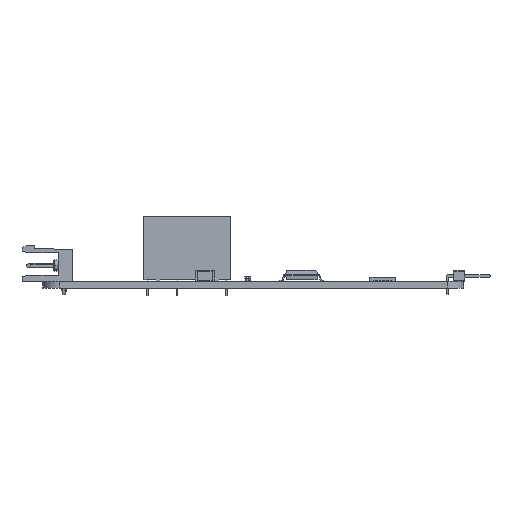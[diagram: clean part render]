
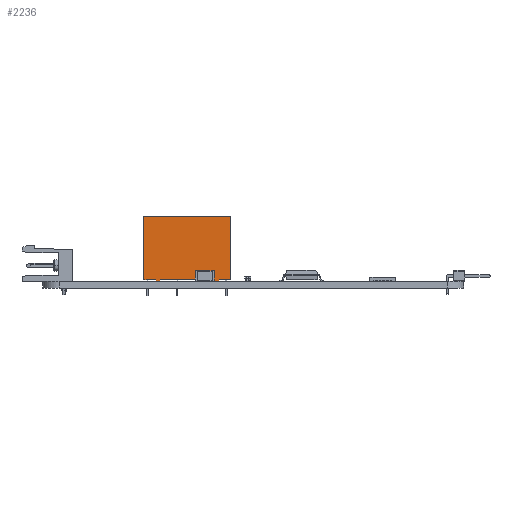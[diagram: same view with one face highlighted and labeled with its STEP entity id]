
A CAD part, front view. The second image highlights one B-rep face of the part: STEP entity #2236.
In plain terms, the highlighted face is planar.
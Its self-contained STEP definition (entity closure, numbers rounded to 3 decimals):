
#1571 = VERTEX_POINT('',#1572);
#1572 = CARTESIAN_POINT('',(19.4,15.3,-5.95));
#1578 = EDGE_CURVE('',#1571,#1579,#1581,.T.);
#1579 = VERTEX_POINT('',#1580);
#1580 = CARTESIAN_POINT('',(-1.1,15.3,-5.95));
#1581 = LINE('',#1582,#1583);
#1582 = CARTESIAN_POINT('',(-1.1,15.3,-5.95));
#1583 = VECTOR('',#1584,1.);
#1584 = DIRECTION('',(-1.,0.,0.));
#1642 = EDGE_CURVE('',#1579,#1643,#1645,.T.);
#1643 = VERTEX_POINT('',#1644);
#1644 = CARTESIAN_POINT('',(-1.1,0.3,-5.95));
#1645 = LINE('',#1646,#1647);
#1646 = CARTESIAN_POINT('',(-1.1,15.3,-5.95));
#1647 = VECTOR('',#1648,1.);
#1648 = DIRECTION('',(0.,-1.,0.));
#1938 = EDGE_CURVE('',#1939,#1643,#1941,.T.);
#1939 = VERTEX_POINT('',#1940);
#1940 = CARTESIAN_POINT('',(1.7,0.3,-5.95));
#1941 = LINE('',#1942,#1943);
#1942 = CARTESIAN_POINT('',(-1.1,0.3,-5.95));
#1943 = VECTOR('',#1944,1.);
#1944 = DIRECTION('',(-1.,0.,0.));
#1963 = VERTEX_POINT('',#1964);
#1964 = CARTESIAN_POINT('',(2.7,0.3,-5.95));
#1970 = EDGE_CURVE('',#1971,#1963,#1973,.T.);
#1971 = VERTEX_POINT('',#1972);
#1972 = CARTESIAN_POINT('',(15.6,0.3,-5.95));
#1973 = LINE('',#1974,#1975);
#1974 = CARTESIAN_POINT('',(-1.1,0.3,-5.95));
#1975 = VECTOR('',#1976,1.);
#1976 = DIRECTION('',(-1.,0.,0.));
#1995 = VERTEX_POINT('',#1996);
#1996 = CARTESIAN_POINT('',(16.6,0.3,-5.95));
#2002 = EDGE_CURVE('',#2003,#1995,#2005,.T.);
#2003 = VERTEX_POINT('',#2004);
#2004 = CARTESIAN_POINT('',(19.4,0.3,-5.95));
#2005 = LINE('',#2006,#2007);
#2006 = CARTESIAN_POINT('',(-1.1,0.3,-5.95));
#2007 = VECTOR('',#2008,1.);
#2008 = DIRECTION('',(-1.,0.,0.));
#2094 = EDGE_CURVE('',#1571,#2003,#2095,.T.);
#2095 = LINE('',#2096,#2097);
#2096 = CARTESIAN_POINT('',(19.4,15.3,-5.95));
#2097 = VECTOR('',#2098,1.);
#2098 = DIRECTION('',(0.,-1.,0.));
#2236 = ADVANCED_FACE('',(#2237),#2289,.F.);
#2237 = FACE_BOUND('',#2238,.T.);
#2238 = EDGE_LOOP('',(#2239,#2240,#2248,#2256,#2262,#2263,#2271,#2279,
    #2285,#2286,#2287,#2288));
#2239 = ORIENTED_EDGE('',*,*,#2002,.T.);
#2240 = ORIENTED_EDGE('',*,*,#2241,.F.);
#2241 = EDGE_CURVE('',#2242,#1995,#2244,.T.);
#2242 = VERTEX_POINT('',#2243);
#2243 = CARTESIAN_POINT('',(16.6,0.,-5.95));
#2244 = LINE('',#2245,#2246);
#2245 = CARTESIAN_POINT('',(16.6,-1.129,-5.95));
#2246 = VECTOR('',#2247,1.);
#2247 = DIRECTION('',(0.,1.,0.));
#2248 = ORIENTED_EDGE('',*,*,#2249,.T.);
#2249 = EDGE_CURVE('',#2242,#2250,#2252,.T.);
#2250 = VERTEX_POINT('',#2251);
#2251 = CARTESIAN_POINT('',(15.6,0.,-5.95));
#2252 = LINE('',#2253,#2254);
#2253 = CARTESIAN_POINT('',(16.6,0.,-5.95));
#2254 = VECTOR('',#2255,1.);
#2255 = DIRECTION('',(-1.,0.,0.));
#2256 = ORIENTED_EDGE('',*,*,#2257,.T.);
#2257 = EDGE_CURVE('',#2250,#1971,#2258,.T.);
#2258 = LINE('',#2259,#2260);
#2259 = CARTESIAN_POINT('',(15.6,-1.129,-5.95));
#2260 = VECTOR('',#2261,1.);
#2261 = DIRECTION('',(0.,1.,0.));
#2262 = ORIENTED_EDGE('',*,*,#1970,.T.);
#2263 = ORIENTED_EDGE('',*,*,#2264,.F.);
#2264 = EDGE_CURVE('',#2265,#1963,#2267,.T.);
#2265 = VERTEX_POINT('',#2266);
#2266 = CARTESIAN_POINT('',(2.7,0.,-5.95));
#2267 = LINE('',#2268,#2269);
#2268 = CARTESIAN_POINT('',(2.7,-1.129,-5.95));
#2269 = VECTOR('',#2270,1.);
#2270 = DIRECTION('',(0.,1.,0.));
#2271 = ORIENTED_EDGE('',*,*,#2272,.T.);
#2272 = EDGE_CURVE('',#2265,#2273,#2275,.T.);
#2273 = VERTEX_POINT('',#2274);
#2274 = CARTESIAN_POINT('',(1.7,0.,-5.95));
#2275 = LINE('',#2276,#2277);
#2276 = CARTESIAN_POINT('',(1.7,0.,-5.95));
#2277 = VECTOR('',#2278,1.);
#2278 = DIRECTION('',(-1.,0.,0.));
#2279 = ORIENTED_EDGE('',*,*,#2280,.T.);
#2280 = EDGE_CURVE('',#2273,#1939,#2281,.T.);
#2281 = LINE('',#2282,#2283);
#2282 = CARTESIAN_POINT('',(1.7,-1.129,-5.95));
#2283 = VECTOR('',#2284,1.);
#2284 = DIRECTION('',(0.,1.,0.));
#2285 = ORIENTED_EDGE('',*,*,#1938,.T.);
#2286 = ORIENTED_EDGE('',*,*,#1642,.F.);
#2287 = ORIENTED_EDGE('',*,*,#1578,.F.);
#2288 = ORIENTED_EDGE('',*,*,#2094,.T.);
#2289 = PLANE('',#2290);
#2290 = AXIS2_PLACEMENT_3D('',#2291,#2292,#2293);
#2291 = CARTESIAN_POINT('',(-1.1,15.3,-5.95));
#2292 = DIRECTION('',(0.,0.,1.));
#2293 = DIRECTION('',(1.,0.,-0.));
